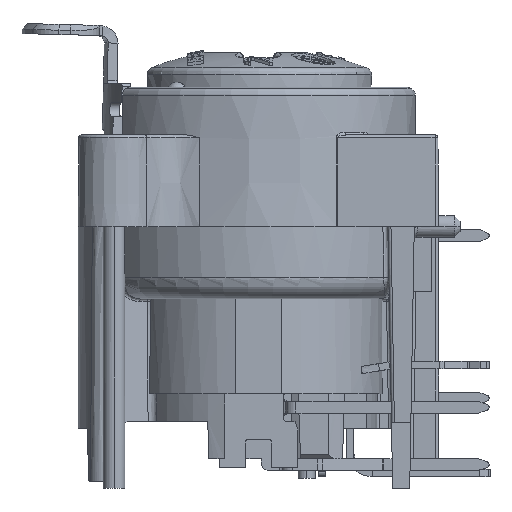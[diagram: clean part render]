
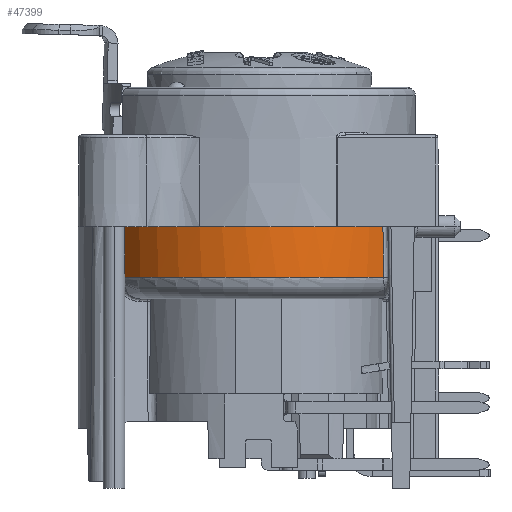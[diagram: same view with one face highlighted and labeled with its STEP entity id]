
A CAD part, left-side view. The second image highlights one B-rep face of the part: STEP entity #47399.
In plain terms, the highlighted conical face has half-angle 1 degrees and reference radius 10.925 mm.
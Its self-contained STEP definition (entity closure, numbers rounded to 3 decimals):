
#4412=CARTESIAN_POINT('',(-9.526,-5.411,-6.35));
#4572=CARTESIAN_POINT('',(-10.166,4.085,-6.35));
#4628=CARTESIAN_POINT('',(0.,0.,-6.35));
#4629=DIRECTION('',(0.,0.,-1.));
#4630=DIRECTION('',(-0.928,0.373,0.));
#4631=AXIS2_PLACEMENT_3D('',#4628,#4629,#4630);
#4646=CARTESIAN_POINT('',(-6.743,-8.634,-6.35));
#4657=CARTESIAN_POINT('',(0.,0.,-6.35));
#4658=DIRECTION('',(0.,0.,-1.));
#4659=DIRECTION('',(-0.616,-0.788,0.));
#4660=AXIS2_PLACEMENT_3D('',#4657,#4658,#4659);
#15366=CARTESIAN_POINT('',(-5.745,9.256,
-9.876));
#15367=CARTESIAN_POINT('',(-5.755,9.257,
-9.523));
#15368=CARTESIAN_POINT('',(-5.774,9.26,
-8.791));
#15369=CARTESIAN_POINT('',(-5.804,9.266,
-7.618));
#15370=CARTESIAN_POINT('',(-5.824,9.27,
-6.781));
#15371=CARTESIAN_POINT('',(-5.834,9.273,-6.35));
#15373=CARTESIAN_POINT('',(0.,0.,-6.35));
#15374=DIRECTION('',(0.,0.,1.));
#15375=DIRECTION('',(-0.928,0.373,0.));
#15376=AXIS2_PLACEMENT_3D('',#15373,#15374,#15375);
#15378=CARTESIAN_POINT('',(-6.565,-8.694,
-9.876));
#15379=CARTESIAN_POINT('',(-6.585,-8.687,
-9.484));
#15380=CARTESIAN_POINT('',(-6.625,-8.674,
-8.7));
#15381=CARTESIAN_POINT('',(-6.684,-8.654,
-7.524));
#15382=CARTESIAN_POINT('',(-6.724,-8.641,
-6.741));
#15383=CARTESIAN_POINT('',(-6.743,-8.634,-6.35));
#15385=CARTESIAN_POINT('',(0.,0.,-9.876));
#15386=DIRECTION('',(0.,0.,1.));
#15387=DIRECTION('',(-0.527,0.85,0.));
#15388=AXIS2_PLACEMENT_3D('',#15385,#15386,#15387);
#16043=CARTESIAN_POINT('',(-6.565,-8.694,
-9.876));
#23015=VERTEX_POINT('',#4572);
#23042=VERTEX_POINT('',#4412);
#23816=CARTESIAN_POINT('',(-5.834,9.273,-6.35));
#23817=VERTEX_POINT('',#23816);
#24388=VERTEX_POINT('',#16043);
#24407=VERTEX_POINT('',#4646);
#24738=VERTEX_POINT('',#15366);
#47384=CARTESIAN_POINT('',(0.,0.,-8.113));
#47385=DIRECTION('',(0.,0.,1.));
#47386=DIRECTION('',(1.,0.,0.));
#47387=AXIS2_PLACEMENT_3D('',#47384,#47385,#47386);
#47388=CONICAL_SURFACE('',#47387,10.925,1.);
#47389=ORIENTED_EDGE('',*,*,#47051,.T.);
#47390=ORIENTED_EDGE('',*,*,#35398,.F.);
#47391=ORIENTED_EDGE('',*,*,#34968,.T.);
#47392=ORIENTED_EDGE('',*,*,#35426,.F.);
#47394=ORIENTED_EDGE('',*,*,#47393,.F.);
#47396=ORIENTED_EDGE('',*,*,#47395,.F.);
#47397=EDGE_LOOP('',(#47389,#47390,#47391,#47392,#47394,#47396));
#47398=FACE_OUTER_BOUND('',#47397,.F.);
#47399=ADVANCED_FACE('',(#47398),#47388,.T.);
#4632=CIRCLE('',#4631,10.956);
#4661=CIRCLE('',#4660,10.956);
#15372=B_SPLINE_CURVE_WITH_KNOTS('',3,(#15366,#15367,#15368,#15369,#15370,
#15371),.UNSPECIFIED.,.F.,.F.,(4,1,1,4),(0.,0.333,
0.667,1.),.UNSPECIFIED.);
#15377=CIRCLE('',#15376,10.956);
#15384=B_SPLINE_CURVE_WITH_KNOTS('',3,(#15378,#15379,#15380,#15381,#15382,
#15383),.UNSPECIFIED.,.F.,.F.,(4,1,1,4),(0.,0.333,
0.667,1.),.UNSPECIFIED.);
#15389=CIRCLE('',#15388,10.894);
#34968=EDGE_CURVE('',#23015,#23042,#15377,.T.);
#35398=EDGE_CURVE('',#23015,#23817,#4632,.T.);
#35426=EDGE_CURVE('',#24407,#23042,#4661,.T.);
#47051=EDGE_CURVE('',#24738,#23817,#15372,.T.);
#47393=EDGE_CURVE('',#24388,#24407,#15384,.T.);
#47395=EDGE_CURVE('',#24738,#24388,#15389,.T.);
